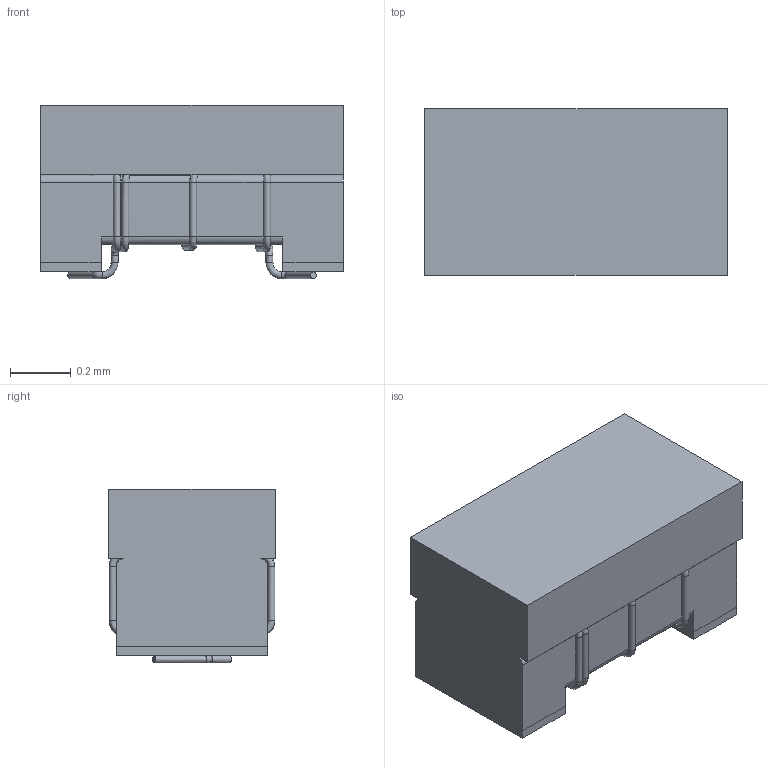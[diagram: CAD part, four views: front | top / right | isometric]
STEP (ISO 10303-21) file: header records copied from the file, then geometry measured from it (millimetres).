
FILE_DESCRIPTION(/* description */ ('Unknown'),/* implementation_level */ '2;1');
FILE_NAME(/* name */ 'L_Wurth_WE-KI-0402',/* time_stamp */ '2024-12-10T11:03:17+08:00',/* author */ ('Unknown'),/* organization */ ('Unknown'),/* preprocessor_version */ 'ST-DEVELOPER v16.7',/* originating_system */ 'Solid Edge',/* authorisation */ 'Unknown');
FILE_SCHEMA (('CONFIG_CONTROL_DESIGN'));
Length unit declared in the file: millimetre
Products named in the file (2): L_Wurth_WE-KI-0402
Assembly tree (1 placements, depth 2):
  L_Wurth_WE-KI-0402
    L_Wurth_WE-KI-0402
Bounding box: 1 x 0.55 x 0.57 mm (x, y, z)
Volume: 0.3 mm3; surface area: 3.5 mm2
Topology: 3 solids, 3 shells, 84 faces, 211 edges, 133 vertices
Faces by surface type: plane 32, cylinder 28, bspline 16, torus 8
Full cylindrical faces by diameter (mm): 0.023 x14
Entity records: 3102 total; most frequent: CARTESIAN_POINT 1356, ORIENTED_EDGE 324, DIRECTION 314, EDGE_CURVE 162, EDGE_LOOP 122, FACE_BOUND 122, VERTEX_POINT 118, AXIS2_PLACEMENT_3D 112
